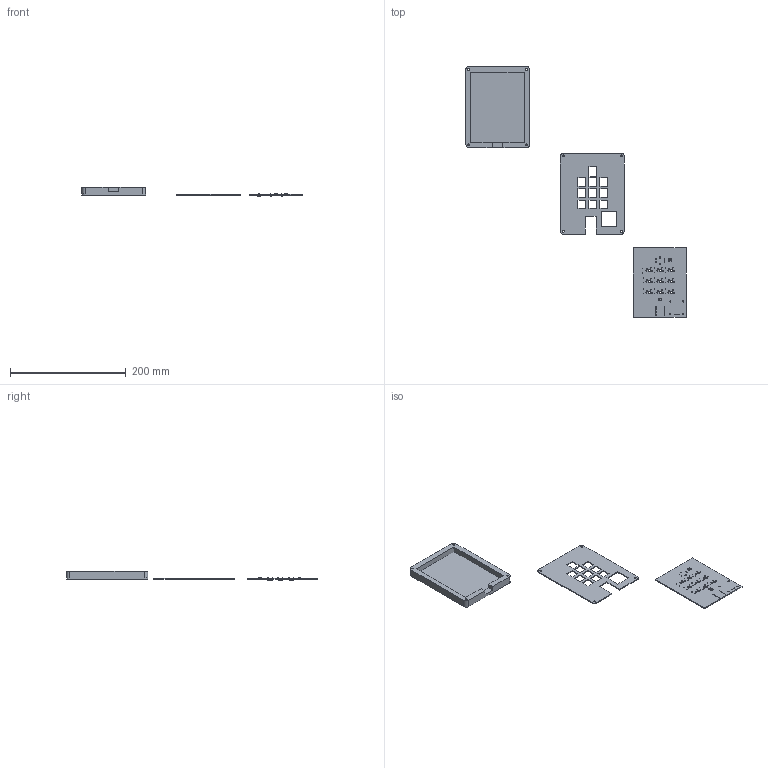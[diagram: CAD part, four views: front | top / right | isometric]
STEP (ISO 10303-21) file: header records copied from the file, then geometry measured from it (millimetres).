
FILE_DESCRIPTION(/* description */ ('','CAx-IF Rec.Pracs.---Representation and Presentation of Product Manufacturing Information (PMI)---4.0---2014-10-13'),/* implementation_level */ '2;1');
FILE_NAME(/* name */ 'Case+PCB.step',/* time_stamp */ '2025-02-18T22:08:48+01:00',/* author */ (''),/* organization */ (''),/* preprocessor_version */ 'ST-DEVELOPER v20',/* originating_system */ 'Autodesk Translation Framework v13.20.0.188',/* authorisation */ '');
FILE_SCHEMA (('AP242_MANAGED_MODEL_BASED_3D_ENGINEERING_MIM_LF { 1 0 10303 442 1 1 4 }'));
Length unit declared in the file: millimetre
Products named in the file (10): Case + PCB; Case (Top); Case (Bottom) v3; Case (Bottom); HACKPad 1; HACKPad_PCB; LED_SK6812_PLCC4_5.0x5.0mm_P3.2mm; LED_SK6812_PLCC4_50x50mm_P32mm; D_DO-35_SOD27_P7.62mm_Horizontal; D_DO-35_SOD27_P7.62mm_Horizontal_1
Assembly tree (18 placements, depth 4):
  Case + PCB
    Case (Top)
    Case (Bottom) v3
    Case (Bottom)
    HACKPad 1
      LED_SK6812_PLCC4_5.0x5.0mm_P3.2mm  x2
        LED_SK6812_PLCC4_50x50mm_P32mm
      D_DO-35_SOD27_P7.62mm_Horizontal  x9
        D_DO-35_SOD27_P7.62mm_Horizontal_1
      HACKPad_PCB
Bounding box: 380.9 x 433.59 x 15.56 mm (x, y, z)
Volume: 122659.5 mm3; surface area: 91933.1 mm2
Topology: 23 solids, 23 shells, 721 faces, 1889 edges, 1244 vertices
Faces by surface type: plane 313, cylinder 250, bspline 120, torus 36, cone 2
Full cylindrical faces by diameter (mm): 0.5 x27, 0.8 x18, 0.889 x14, 1 x9, 1.5 x18, 1.7 x18, 2 x22, 2.02 x9, 2.6 x2, 3.333 x2, 3.4 x8, 4 x9, 6 x4
Entity records: 19020 total; most frequent: CARTESIAN_POINT 5041, ORIENTED_EDGE 2944, DIRECTION 2464, EDGE_CURVE 1472, VERTEX_POINT 976, LINE 866, VECTOR 866, AXIS2_PLACEMENT_3D 799
